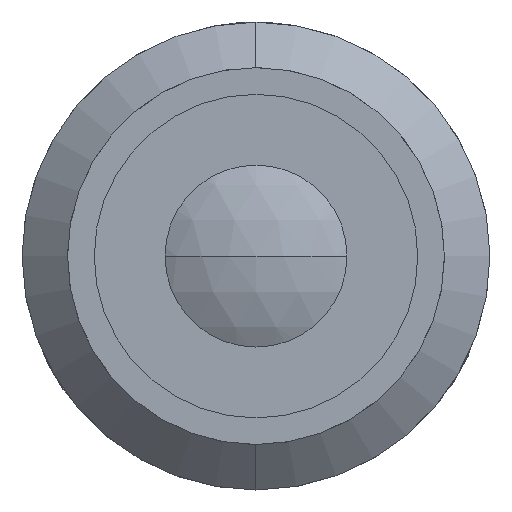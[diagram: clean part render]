
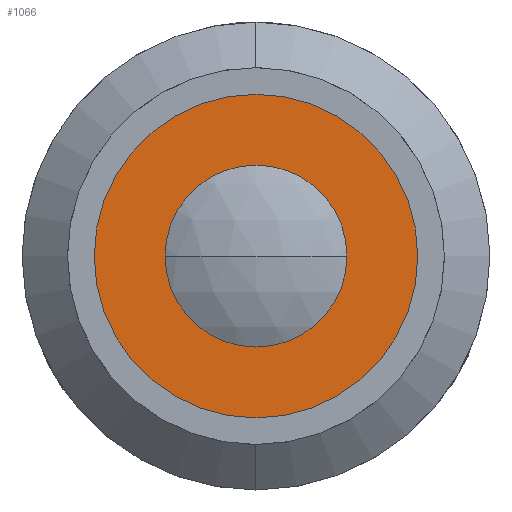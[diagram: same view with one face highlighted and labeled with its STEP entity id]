
A CAD part, left-side view. The second image highlights one B-rep face of the part: STEP entity #1066.
In plain terms, the highlighted planar face has unit normal (-1, 0, 0).
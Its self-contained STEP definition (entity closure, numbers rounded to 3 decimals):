
#318 = CARTESIAN_POINT ( 'NONE',  ( 3.8, 13.5, 0. ) ) ;
#393 = FACE_OUTER_BOUND ( 'NONE', #3776, .T. ) ;
#481 = AXIS2_PLACEMENT_3D ( 'NONE', #318, #1695, #4157 ) ;
#763 = DIRECTION ( 'NONE',  ( 0., 0., 1. ) ) ;
#779 = EDGE_CURVE ( 'NONE', #2921, #1918, #4405, .T. ) ;
#867 = AXIS2_PLACEMENT_3D ( 'NONE', #1239, #3011, #897 ) ;
#897 = DIRECTION ( 'NONE',  ( 0., 0., 1. ) ) ;
#947 = DIRECTION ( 'NONE',  ( 0., 0., 1. ) ) ;
#999 = DIRECTION ( 'NONE',  ( -1., 0., 0. ) ) ;
#1066 = ADVANCED_FACE ( 'NONE', ( #1348, #393 ), #3548, .F. ) ;
#1091 = CIRCLE ( 'NONE', #867, 13.5 ) ;
#1171 = ORIENTED_EDGE ( 'NONE', *, *, #779, .F. ) ;
#1239 = CARTESIAN_POINT ( 'NONE',  ( 3.8, 0., 0. ) ) ;
#1348 = FACE_BOUND ( 'NONE', #4192, .T. ) ;
#1378 = VERTEX_POINT ( 'NONE', #3099 ) ;
#1468 = CARTESIAN_POINT ( 'NONE',  ( 3.8, 0., 0. ) ) ;
#1695 = DIRECTION ( 'NONE',  ( 1., 0., 0. ) ) ;
#1822 = EDGE_CURVE ( 'NONE', #1378, #2913, #2963, .T. ) ;
#1918 = VERTEX_POINT ( 'NONE', #2922 ) ;
#1955 = CARTESIAN_POINT ( 'NONE',  ( 3.8, 0., 0. ) ) ;
#2156 = ORIENTED_EDGE ( 'NONE', *, *, #3141, .T. ) ;
#2167 = CARTESIAN_POINT ( 'NONE',  ( 3.8, 0., -13.5 ) ) ;
#2203 = DIRECTION ( 'NONE',  ( -1., 0., 0. ) ) ;
#2347 = DIRECTION ( 'NONE',  ( 0., 0., 1. ) ) ;
#2391 = AXIS2_PLACEMENT_3D ( 'NONE', #1468, #2203, #763 ) ;
#2554 = CIRCLE ( 'NONE', #3518, 7. ) ;
#2913 = VERTEX_POINT ( 'NONE', #2167 ) ;
#2921 = VERTEX_POINT ( 'NONE', #3274 ) ;
#2922 = CARTESIAN_POINT ( 'NONE',  ( 3.8, 0., 7. ) ) ;
#2963 = CIRCLE ( 'NONE', #3411, 13.5 ) ;
#3011 = DIRECTION ( 'NONE',  ( -1., 0., 0. ) ) ;
#3025 = EDGE_CURVE ( 'NONE', #1918, #2921, #2554, .T. ) ;
#3099 = CARTESIAN_POINT ( 'NONE',  ( 3.8, 0., 13.5 ) ) ;
#3141 = EDGE_CURVE ( 'NONE', #2913, #1378, #1091, .T. ) ;
#3274 = CARTESIAN_POINT ( 'NONE',  ( 3.8, 0., -7. ) ) ;
#3398 = ORIENTED_EDGE ( 'NONE', *, *, #3025, .F. ) ;
#3411 = AXIS2_PLACEMENT_3D ( 'NONE', #4128, #999, #2347 ) ;
#3518 = AXIS2_PLACEMENT_3D ( 'NONE', #1955, #4090, #947 ) ;
#3548 = PLANE ( 'NONE',  #481 ) ;
#3776 = EDGE_LOOP ( 'NONE', ( #4135, #2156 ) ) ;
#4090 = DIRECTION ( 'NONE',  ( -1., 0., 0. ) ) ;
#4128 = CARTESIAN_POINT ( 'NONE',  ( 3.8, 0., 0. ) ) ;
#4135 = ORIENTED_EDGE ( 'NONE', *, *, #1822, .T. ) ;
#4157 = DIRECTION ( 'NONE',  ( 0., 0., -1. ) ) ;
#4192 = EDGE_LOOP ( 'NONE', ( #3398, #1171 ) ) ;
#4405 = CIRCLE ( 'NONE', #2391, 7. ) ;
